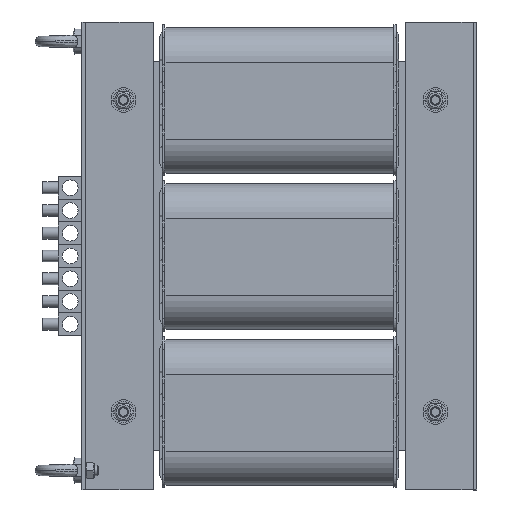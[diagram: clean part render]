
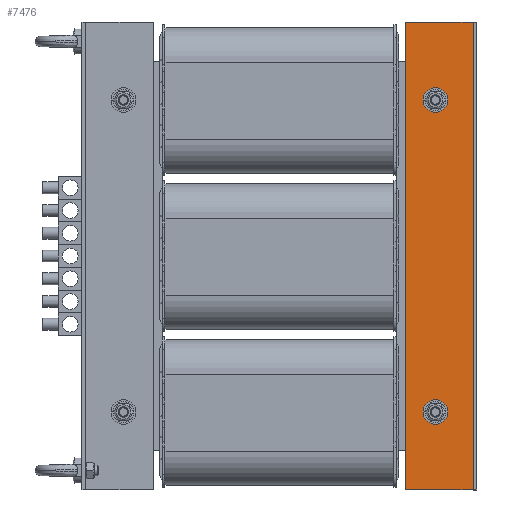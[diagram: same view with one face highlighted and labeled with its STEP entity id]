
A CAD part, left-side view. The second image highlights one B-rep face of the part: STEP entity #7476.
In plain terms, the highlighted face is planar.
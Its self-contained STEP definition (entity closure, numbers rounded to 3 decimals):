
#620=FACE_BOUND('',#1619,.T.);
#621=FACE_BOUND('',#1620,.T.);
#747=CIRCLE('',#8229,5.25);
#748=CIRCLE('',#8231,5.25);
#1196=FACE_OUTER_BOUND('',#1618,.T.);
#1618=EDGE_LOOP('',(#6503,#6504,#6505,#6506));
#1619=EDGE_LOOP('',(#6507));
#1620=EDGE_LOOP('',(#6508));
#2405=LINE('',#12122,#3172);
#2408=LINE('',#12128,#3175);
#2413=LINE('',#12147,#3180);
#2415=LINE('',#12150,#3182);
#3172=VECTOR('',#9972,10.);
#3175=VECTOR('',#9977,10.);
#3180=VECTOR('',#9998,10.);
#3182=VECTOR('',#10002,10.);
#3755=VERTEX_POINT('',#12107);
#3756=VERTEX_POINT('',#12111);
#3759=VERTEX_POINT('',#12126);
#3763=VERTEX_POINT('',#12138);
#3764=VERTEX_POINT('',#12142);
#3765=VERTEX_POINT('',#12146);
#4680=EDGE_CURVE('',#3755,#3756,#2405,.T.);
#4683=EDGE_CURVE('',#3759,#3756,#2408,.T.);
#4689=EDGE_CURVE('',#3763,#3763,#747,.T.);
#4691=EDGE_CURVE('',#3764,#3764,#748,.T.);
#4692=EDGE_CURVE('',#3765,#3759,#2413,.T.);
#4694=EDGE_CURVE('',#3755,#3765,#2415,.T.);
#6503=ORIENTED_EDGE('',*,*,#4680,.T.);
#6504=ORIENTED_EDGE('',*,*,#4683,.F.);
#6505=ORIENTED_EDGE('',*,*,#4692,.F.);
#6506=ORIENTED_EDGE('',*,*,#4694,.F.);
#6507=ORIENTED_EDGE('',*,*,#4689,.T.);
#6508=ORIENTED_EDGE('',*,*,#4691,.T.);
#7121=PLANE('',#8234);
#7476=ADVANCED_FACE('',(#1196,#620,#621),#7121,.T.);
#8229=AXIS2_PLACEMENT_3D('',#12140,#9989,#9990);
#8231=AXIS2_PLACEMENT_3D('',#12144,#9994,#9995);
#8234=AXIS2_PLACEMENT_3D('',#12151,#10003,#10004);
#9972=DIRECTION('',(0.,0.,1.));
#9977=DIRECTION('',(-1.,0.,0.));
#9989=DIRECTION('center_axis',(0.,-1.,0.));
#9990=DIRECTION('ref_axis',(1.,0.,0.));
#9994=DIRECTION('center_axis',(0.,-1.,0.));
#9995=DIRECTION('ref_axis',(1.,0.,0.));
#9998=DIRECTION('',(0.,0.,1.));
#10002=DIRECTION('',(1.,0.,0.));
#10003=DIRECTION('center_axis',(0.,1.,0.));
#10004=DIRECTION('ref_axis',(0.,0.,1.));
#12107=CARTESIAN_POINT('',(-51.999,3.,0.));
#12111=CARTESIAN_POINT('',(-51.999,3.,360.));
#12122=CARTESIAN_POINT('',(-51.999,3.,270.));
#12126=CARTESIAN_POINT('',(0.,3.,360.));
#12128=CARTESIAN_POINT('',(-55.,3.,360.));
#12138=CARTESIAN_POINT('',(-28.25,3.,60.));
#12140=CARTESIAN_POINT('Origin',(-23.,3.,60.));
#12142=CARTESIAN_POINT('',(-28.25,3.,300.));
#12144=CARTESIAN_POINT('Origin',(-23.,3.,300.));
#12146=CARTESIAN_POINT('',(0.,3.,0.));
#12147=CARTESIAN_POINT('',(0.,3.,360.));
#12150=CARTESIAN_POINT('',(0.,3.,0.));
#12151=CARTESIAN_POINT('Origin',(-27.5,3.,180.));
